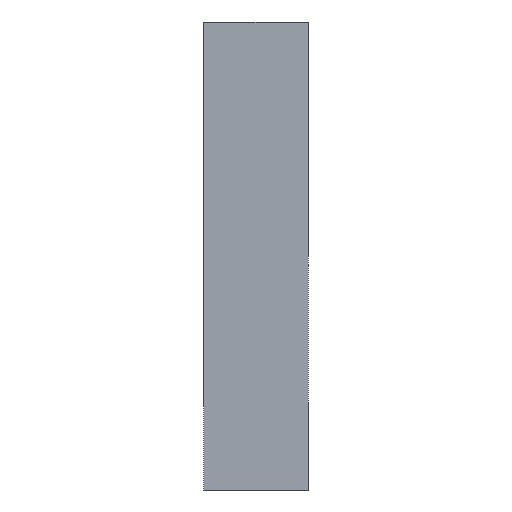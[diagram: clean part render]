
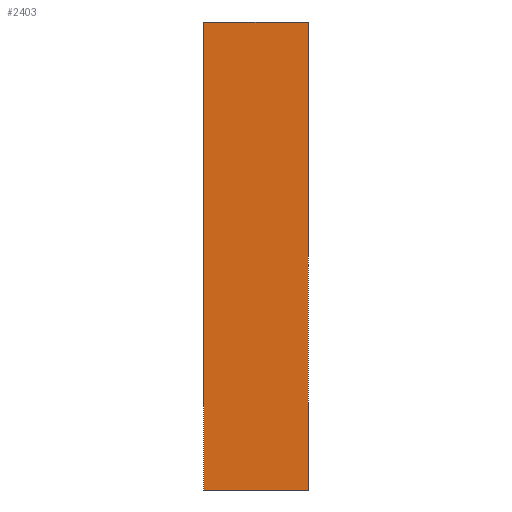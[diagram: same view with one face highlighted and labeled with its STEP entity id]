
A CAD part, left-side view. The second image highlights one B-rep face of the part: STEP entity #2403.
In plain terms, the highlighted planar face has unit normal (-1, 0, 0).
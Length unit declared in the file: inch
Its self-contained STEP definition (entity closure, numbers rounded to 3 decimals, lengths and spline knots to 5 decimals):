
#59 = EDGE_CURVE ( 'NONE', #3562, #1859, #2209, .T. ) ;
#62 = VECTOR ( 'NONE', #2914, 39.37008 ) ;
#110 = AXIS2_PLACEMENT_3D ( 'NONE', #3174, #1437, #3471 ) ;
#151 = LINE ( 'NONE', #888, #62 ) ;
#220 = VERTEX_POINT ( 'NONE', #1087 ) ;
#664 = VECTOR ( 'NONE', #891, 39.37008 ) ;
#722 = ORIENTED_EDGE ( 'NONE', *, *, #59, .F. ) ;
#811 = CARTESIAN_POINT ( 'NONE',  ( -0.179, 0., 0.136 ) ) ;
#888 = CARTESIAN_POINT ( 'NONE',  ( -0.179, 0.061, -0.136 ) ) ;
#891 = DIRECTION ( 'NONE',  ( 0., 0., 1. ) ) ;
#1048 = DIRECTION ( 'NONE',  ( 0., -1., 0. ) ) ;
#1062 = EDGE_CURVE ( 'NONE', #220, #2364, #1495, .T. ) ;
#1087 = CARTESIAN_POINT ( 'NONE',  ( -0.179, 0., -0.136 ) ) ;
#1119 = EDGE_LOOP ( 'NONE', ( #1154, #1642, #722, #1333 ) ) ;
#1127 = PLANE ( 'NONE',  #110 ) ;
#1154 = ORIENTED_EDGE ( 'NONE', *, *, #1062, .T. ) ;
#1180 = CARTESIAN_POINT ( 'NONE',  ( -0.179, 0.061, 0.136 ) ) ;
#1333 = ORIENTED_EDGE ( 'NONE', *, *, #2823, .T. ) ;
#1433 = VECTOR ( 'NONE', #2026, 39.37008 ) ;
#1437 = DIRECTION ( 'NONE',  ( 1., 0., 0. ) ) ;
#1495 = LINE ( 'NONE', #1735, #664 ) ;
#1642 = ORIENTED_EDGE ( 'NONE', *, *, #1688, .F. ) ;
#1688 = EDGE_CURVE ( 'NONE', #1859, #2364, #1796, .T. ) ;
#1707 = FACE_OUTER_BOUND ( 'NONE', #1119, .T. ) ;
#1735 = CARTESIAN_POINT ( 'NONE',  ( -0.179, 0., 0.136 ) ) ;
#1796 = LINE ( 'NONE', #3068, #3343 ) ;
#1821 = CARTESIAN_POINT ( 'NONE',  ( -0.179, 0.061, -0.136 ) ) ;
#1859 = VERTEX_POINT ( 'NONE', #2311 ) ;
#2026 = DIRECTION ( 'NONE',  ( 0., 0., 1. ) ) ;
#2209 = LINE ( 'NONE', #1180, #1433 ) ;
#2311 = CARTESIAN_POINT ( 'NONE',  ( -0.179, 0.061, 0.136 ) ) ;
#2364 = VERTEX_POINT ( 'NONE', #811 ) ;
#2403 = ADVANCED_FACE ( 'NONE', ( #1707 ), #1127, .F. ) ;
#2823 = EDGE_CURVE ( 'NONE', #3562, #220, #151, .T. ) ;
#2914 = DIRECTION ( 'NONE',  ( 0., -1., 0. ) ) ;
#3068 = CARTESIAN_POINT ( 'NONE',  ( -0.179, 0.061, 0.136 ) ) ;
#3174 = CARTESIAN_POINT ( 'NONE',  ( -0.179, 0.061, 0.136 ) ) ;
#3343 = VECTOR ( 'NONE', #1048, 39.37008 ) ;
#3471 = DIRECTION ( 'NONE',  ( 0., 0., -1. ) ) ;
#3562 = VERTEX_POINT ( 'NONE', #1821 ) ;
